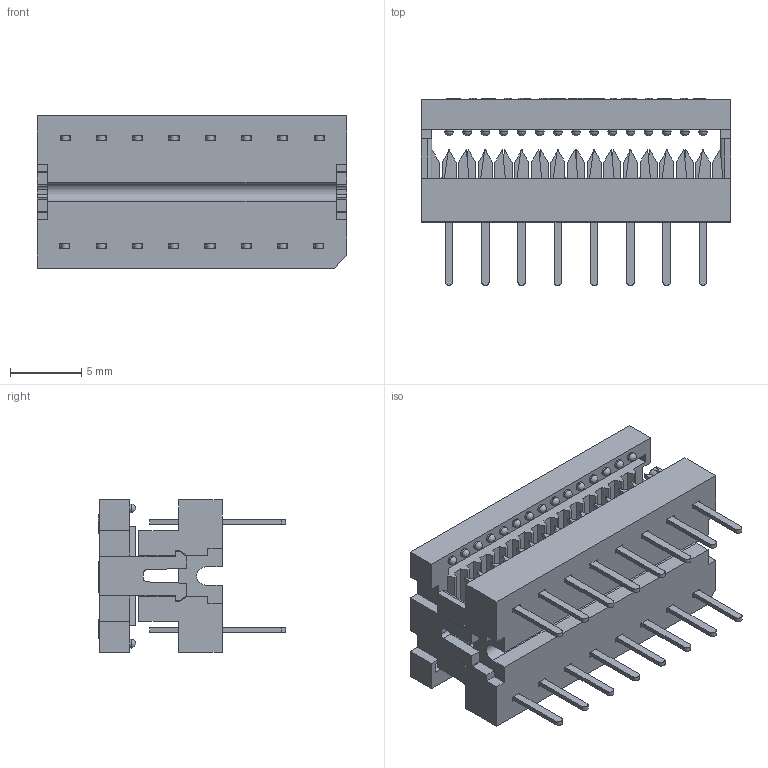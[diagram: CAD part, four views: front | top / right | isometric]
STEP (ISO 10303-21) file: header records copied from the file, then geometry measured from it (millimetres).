
FILE_DESCRIPTION(/* description */ (''),/* implementation_level */ '2;1');
FILE_NAME(/* name */ 'CWR-130-16 3D Model.stp',/* time_stamp */ '2023-12-11T13:36:51-05:00',/* author */ ('dwiltbank'),/* organization */ (''),/* preprocessor_version */ 'ST-DEVELOPER v19.2',/* originating_system */ 'Autodesk Inventor 2024',/* authorisation */ '');
FILE_SCHEMA (('AUTOMOTIVE_DESIGN { 1 0 10303 214 3 1 1 }'));
Length unit declared in the file: inch
Products named in the file (1): CWR-130-16_Simplify_1
Bounding box: 21.69 x 13.11 x 10.67 mm (x, y, z)
Volume: 1127.7 mm3; surface area: 2259.8 mm2
Topology: 2 solids, 2 shells, 1201 faces, 3626 edges, 2399 vertices
Faces by surface type: plane 878, bspline 154, cylinder 139, sphere 30
Full cylindrical faces by diameter (mm): 0.61 x30
Entity records: 42404 total; most frequent: CARTESIAN_POINT 9159, ORIENTED_EDGE 7192, DIRECTION 5722, EDGE_CURVE 3596, LINE 2950, VECTOR 2950, VERTEX_POINT 2399, AXIS2_PLACEMENT_3D 1386
